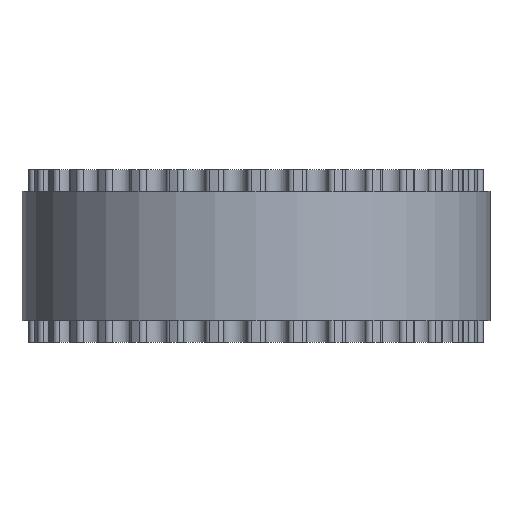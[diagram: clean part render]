
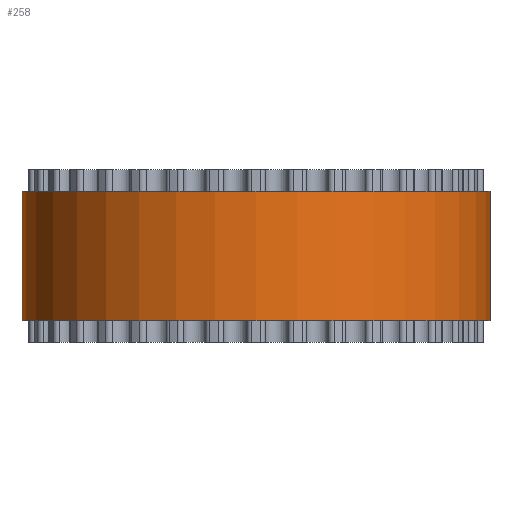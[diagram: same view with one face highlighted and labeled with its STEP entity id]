
A CAD part, front view. The second image highlights one B-rep face of the part: STEP entity #258.
In plain terms, the highlighted cylindrical face has radius 10.822 mm (diameter 21.645 mm), a full revolution.
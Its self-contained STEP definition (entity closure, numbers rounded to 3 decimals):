
#97=FACE_BOUND('',#672,.T.);
#98=FACE_BOUND('',#673,.T.);
#258=ADVANCED_FACE('',(#97,#98),#395,.T.);
#395=CYLINDRICAL_SURFACE('',#3135,10.823);
#672=EDGE_LOOP('',(#1762));
#673=EDGE_LOOP('',(#1763));
#1762=ORIENTED_EDGE('',*,*,#2446,.T.);
#1763=ORIENTED_EDGE('',*,*,#2447,.T.);
#2036=VERTEX_POINT('',#4920);
#2037=VERTEX_POINT('',#4922);
#2446=EDGE_CURVE('',#2036,#2036,#2720,.T.);
#2447=EDGE_CURVE('',#2037,#2037,#2721,.T.);
#2720=CIRCLE('',#3133,10.823);
#2721=CIRCLE('',#3134,10.823);
#3133=AXIS2_PLACEMENT_3D('',#4919,#4094,#4095);
#3134=AXIS2_PLACEMENT_3D('',#4921,#4096,#4097);
#3135=AXIS2_PLACEMENT_3D('',#4923,#4098,#4099);
#4094=DIRECTION('',(0.,0.,1.));
#4095=DIRECTION('',(1.,0.,0.));
#4096=DIRECTION('',(0.,0.,-1.));
#4097=DIRECTION('',(1.,0.,0.));
#4098=DIRECTION('',(0.,0.,1.));
#4099=DIRECTION('',(1.,0.,0.));
#4919=CARTESIAN_POINT('',(0.,0.,1.));
#4920=CARTESIAN_POINT('',(10.823,0.,1.));
#4921=CARTESIAN_POINT('',(0.,0.,7.));
#4922=CARTESIAN_POINT('',(10.823,0.,7.));
#4923=CARTESIAN_POINT('',(0.,0.,1.));
